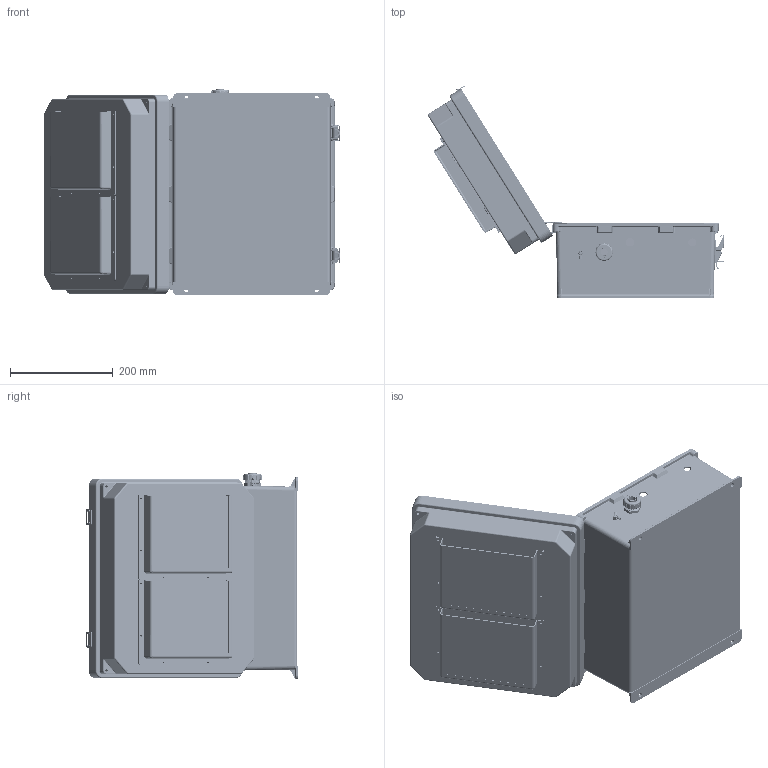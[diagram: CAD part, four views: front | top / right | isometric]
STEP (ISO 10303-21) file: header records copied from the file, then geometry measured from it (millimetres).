
FILE_DESCRIPTION (( 'STEP AP214' ), '1' );
FILE_NAME ('TEF141207-1HFS-UL.STEP', '2018-11-20T17:57:37', ( '' ), ( '' ), 'SwSTEP 2.0', 'SolidWorks 2017', '' );
FILE_SCHEMA (( 'AUTOMOTIVE_DESIGN' ));
Length unit declared in the file: inch
Products named in the file (27): XC-0003; XMH-0002; NB141207-DoorClasp-2; Fan Screen-120x120 ALUM; NB141207-DoorClasp-1; XFN-0002; NB141207-Lid-Vented; XM220-01-UL; NB141207-Hinge; NEMA GroundWire-2; NB141207-Box; XMH-0007; XF797-02; TEF141207-1HFS-UL; XFS-0017; 10-32 NEMA PLATE SCREW; XMH-0010; XFN-0013; XCTB-0002; XCT-0011; XCT-0010; XF451-01; XFW-0002; XFN-0003; XCT-0005; XFS-0026; XMH-0004-1
Assembly tree (51 placements, depth 2):
  TEF141207-1HFS-UL
    NB141207-Box
    NB141207-Hinge  x2
    NB141207-Lid-Vented
    NB141207-DoorClasp-1  x2
    NB141207-DoorClasp-2  x2
    XC-0003
    XFS-0026
    XCT-0005
    XFN-0003  x2
    XFW-0002
    XF451-01
    XCT-0010
    XCT-0011
    XCTB-0002
    XFN-0013  x2
    XMH-0010  x2
    10-32 NEMA PLATE SCREW  x4
    XFS-0017  x5
    XF797-02
    XMH-0007  x4
    NEMA GroundWire-2
    XM220-01-UL  x2
    XFN-0002  x8
    Fan Screen-120x120 ALUM  x2
    XMH-0002
    XMH-0004-1
Bounding box: 578.07 x 413.05 x 402.37 mm (x, y, z)
Volume: 2620745.5 mm3; surface area: 1692994.4 mm2
Topology: 58 solids, 59 shells, 4968 faces, 13276 edges, 8459 vertices
Faces by surface type: cylinder 1936, plane 1925, cone 599, torus 289, bspline 191, sphere 28
Full cylindrical faces by diameter (mm): 0.269 x546, 2.705 x16, 3.15 x4, 3.175 x16, 3.302 x4, 3.378 x20, 3.411 x4, 3.429 x2, 3.556 x9, 3.607 x1, 3.683 x2, 3.886 x8, 3.934 x1, 3.962 x2, 4.064 x4, 4.177 x4, 4.47 x2, 4.496 x24, 4.572 x10, 5.004 x1, 5.182 x1, 5.3 x2, 5.436 x8, 5.639 x1, 6.35 x4, 6.5 x4, 6.655 x5, 6.667 x3, 7.163 x3, 7.62 x3
Entity records: 134497 total; most frequent: CARTESIAN_POINT 40739, ORIENTED_EDGE 15276, DIRECTION 15233, EDGE_CURVE 7638, AXIS2_PLACEMENT_3D 5773, VERTEX_POINT 5223, EDGE_LOOP 4837, FACE_OUTER_BOUND 3754
